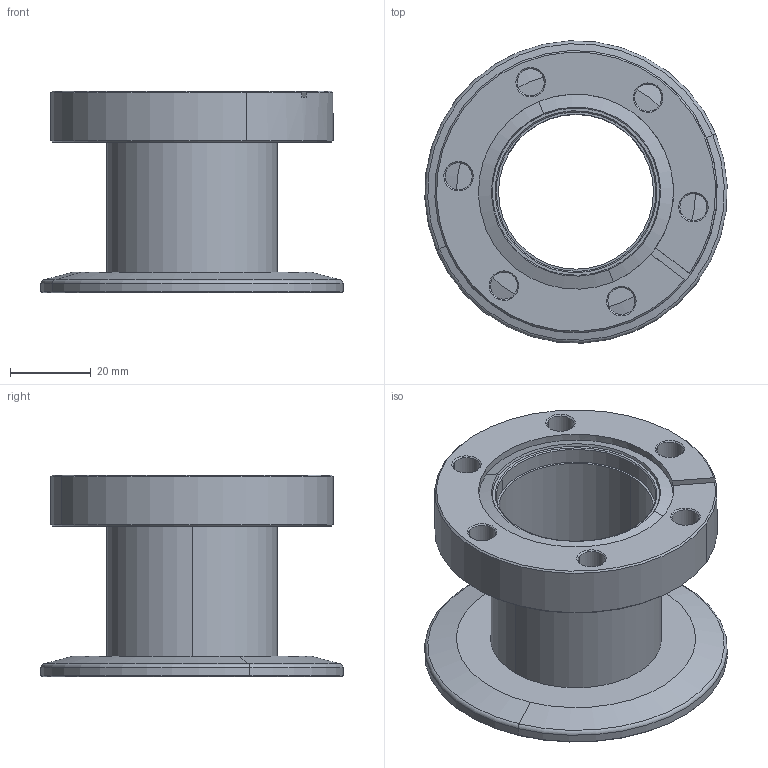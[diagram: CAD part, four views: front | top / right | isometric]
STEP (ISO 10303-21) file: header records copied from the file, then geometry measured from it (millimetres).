
FILE_DESCRIPTION (( 'STEP AP214' ), '1' );
FILE_NAME ('Hositrad_CFA35-KF50.STEP', '2017-05-11T07:49:51', ( 'Gebruiker' ), ( '' ), 'SwSTEP 2.0', 'SolidWorks 2017', '' );
FILE_SCHEMA (( 'AUTOMOTIVE_DESIGN' ));
Length unit declared in the file: millimetre
Products named in the file (4): NW35CF-Weld-42.4; KF50WS_KF50-43; CF-To-KF-Adaptors-All_CFA35-KF50; Hositrad_CFA35-KF50
Assembly tree (3 placements, depth 2):
  Hositrad_CFA35-KF50
    CF-To-KF-Adaptors-All_CFA35-KF50
    KF50WS_KF50-43
    NW35CF-Weld-42.4
Bounding box: 74.93 x 74.93 x 50 mm (x, y, z)
Volume: 50577 mm3; surface area: 29669.4 mm2
Topology: 3 solids, 3 shells, 90 faces, 199 edges, 118 vertices
Faces by surface type: cone 43, cylinder 32, plane 13, torus 2
Entity records: 2678 total; most frequent: DIRECTION 504, CARTESIAN_POINT 419, ORIENTED_EDGE 398, AXIS2_PLACEMENT_3D 211, EDGE_CURVE 199, VERTEX_POINT 118, CIRCLE 115, EDGE_LOOP 111
